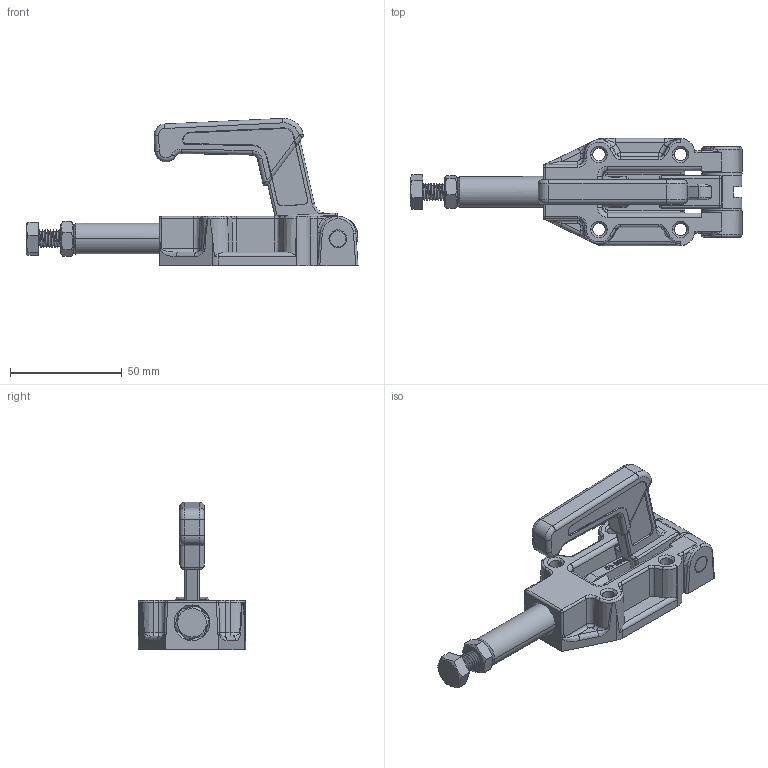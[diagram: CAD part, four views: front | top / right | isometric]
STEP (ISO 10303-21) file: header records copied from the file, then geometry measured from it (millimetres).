
FILE_DESCRIPTION (( 'STEP AP203' ), '1' );
FILE_NAME ('CH-30600.STEP', '2017-11-25T09:13:32', ( 'Windows' ), ( 'Microsoft' ), 'SwSTEP 2.0', 'SolidWorks 2015', '' );
FILE_SCHEMA (( 'CONFIG_CONTROL_DESIGN' ));
Length unit declared in the file: millimetre
Products named in the file (11): 30600-02; M8; 30600-03; CH-30600; 30600-08; 30600-04; 30600-05; 30600-06; CH-SA-086512; 30600-01
Assembly tree (12 placements, depth 3):
  CH-30600
    30600-01
    30600-02
    30600-03
      30600-03
      30600-08
    30600-04
    30600-05  x2
    30600-06  x2
    CH-SA-086512
    M8
Bounding box: 148.63 x 48 x 65.89 mm (x, y, z)
Volume: 81619.9 mm3; surface area: 44179.9 mm2
Topology: 11 solids, 11 shells, 1555 faces, 4206 edges, 2678 vertices
Faces by surface type: plane 708, cylinder 575, bspline 98, cone 97, torus 67, sphere 10
Entity records: 51047 total; most frequent: CARTESIAN_POINT 22590, ORIENTED_EDGE 6158, DIRECTION 5337, EDGE_CURVE 3079, AXIS2_PLACEMENT_3D 2011, VERTEX_POINT 1958, VECTOR 1315, LINE 1315
